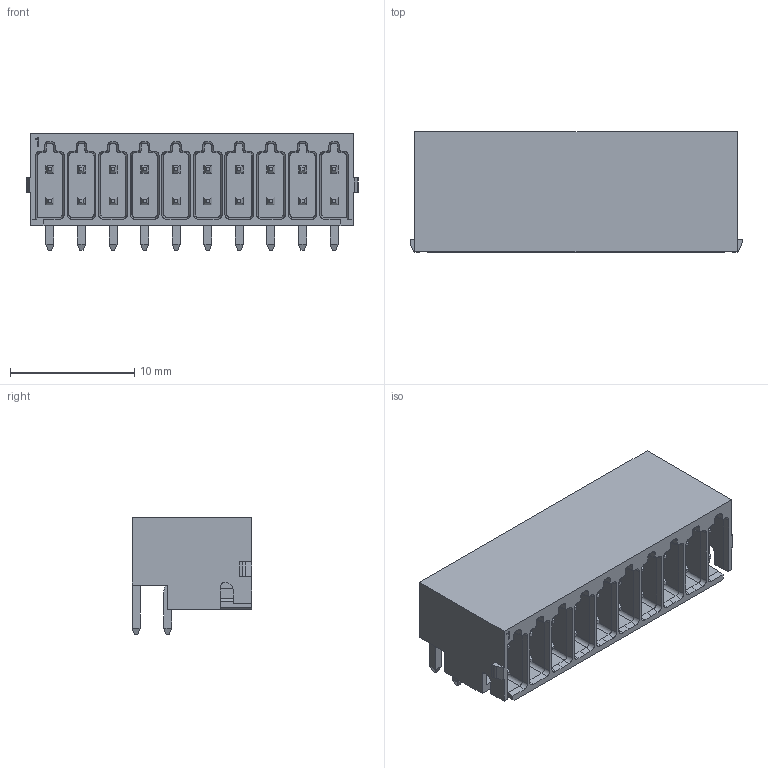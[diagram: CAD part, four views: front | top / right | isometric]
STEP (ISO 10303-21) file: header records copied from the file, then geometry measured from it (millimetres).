
FILE_DESCRIPTION(('Creo Elements/Direct Modeling STEP Export'),'2;1');
FILE_NAME('model.stp','2019-12-16T 7:03:43',(''),(''),'Creo Elements/Direct Modeling STEP processor for AP214 (Solid Model)','Creo Elements/Direct Modeling 20.1A 29-Sep-2018 (C) Parametric Technology GmbH','');
FILE_SCHEMA(('AUTOMOTIVE_DESIGN { 1 0 10303 214 1 1 1 1 }'));
Length unit declared in the file: millimetre
Products named in the file (2): dmc_0.5-10-g-2.54_thr; DMC_0.5_10-G1-2.54_P20THR
Assembly tree (1 placements, depth 2):
  DMC_0.5_10-G1-2.54_P20THR
    dmc_0.5-10-g-2.54_thr
Bounding box: 26.7 x 9.64 x 9.39 mm (x, y, z)
Volume: 1194.5 mm3; surface area: 2214 mm2
Topology: 1 solids, 1 shells, 1082 faces, 2759 edges, 1720 vertices
Faces by surface type: plane 781, bspline 178, cylinder 104, extrusion 19
Entity records: 49682 total; most frequent: CARTESIAN_POINT 16649, ORIENTED_EDGE 5514, DIRECTION 4188, EDGE_CURVE 2757, VECTOR 2224, LINE 2205, VERTEX_POINT 1720, EDGE_LOOP 1125
